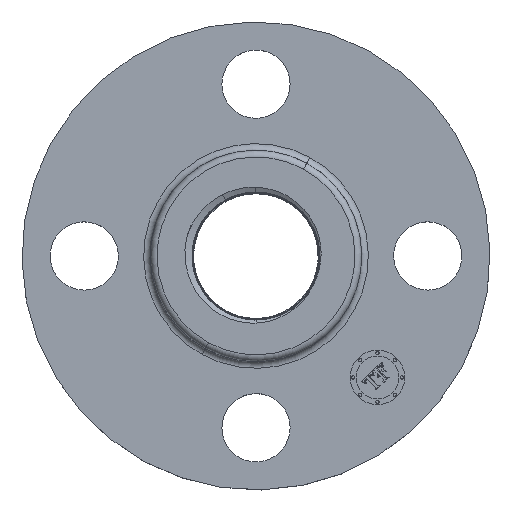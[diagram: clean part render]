
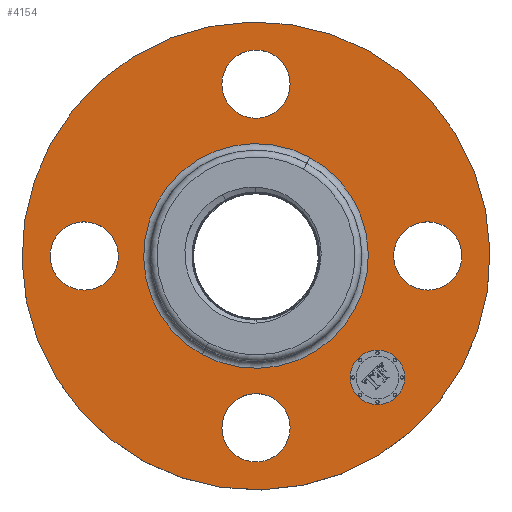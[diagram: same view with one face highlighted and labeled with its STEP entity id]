
A CAD part, top view. The second image highlights one B-rep face of the part: STEP entity #4154.
In plain terms, the highlighted planar face has unit normal (0, 0, 1).
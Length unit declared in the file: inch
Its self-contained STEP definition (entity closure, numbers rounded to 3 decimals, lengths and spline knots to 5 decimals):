
#391=AXIS2_PLACEMENT_3D('Circle Axis2P3D',#389,#390,$) ;
#403=AXIS2_PLACEMENT_3D('Circle Axis2P3D',#401,#402,$) ;
#434=AXIS2_PLACEMENT_3D('Circle Axis2P3D',#432,#433,$) ;
#446=AXIS2_PLACEMENT_3D('Circle Axis2P3D',#444,#445,$) ;
#477=AXIS2_PLACEMENT_3D('Circle Axis2P3D',#475,#476,$) ;
#489=AXIS2_PLACEMENT_3D('Circle Axis2P3D',#487,#488,$) ;
#592=AXIS2_PLACEMENT_3D('Circle Axis2P3D',#590,#591,$) ;
#618=AXIS2_PLACEMENT_3D('Circle Axis2P3D',#616,#617,$) ;
#642=AXIS2_PLACEMENT_3D('Circle Axis2P3D',#640,#641,$) ;
#661=AXIS2_PLACEMENT_3D('Circle Axis2P3D',#659,#660,$) ;
#692=AXIS2_PLACEMENT_3D('Circle Axis2P3D',#690,#691,$) ;
#704=AXIS2_PLACEMENT_3D('Circle Axis2P3D',#702,#703,$) ;
#4110=AXIS2_PLACEMENT_3D('Plane Axis2P3D',#4107,#4108,#4109) ;
#4138=AXIS2_PLACEMENT_3D('Circle Axis2P3D',#4136,#4137,$) ;
#4147=AXIS2_PLACEMENT_3D('Circle Axis2P3D',#4145,#4146,$) ;
#379=CARTESIAN_POINT('Vertex',(-0.14862,-1.83205,0.5)) ;
#386=CARTESIAN_POINT('Vertex',(0.14862,-1.28795,0.5)) ;
#389=CARTESIAN_POINT('Axis2P3D Location',(0.,-1.56,0.5)) ;
#401=CARTESIAN_POINT('Axis2P3D Location',(0.,-1.56,0.5)) ;
#422=CARTESIAN_POINT('Vertex',(-1.83205,0.14862,0.5)) ;
#429=CARTESIAN_POINT('Vertex',(-1.28795,-0.14862,0.5)) ;
#432=CARTESIAN_POINT('Axis2P3D Location',(-1.56,0.,0.5)) ;
#444=CARTESIAN_POINT('Axis2P3D Location',(-1.56,0.,0.5)) ;
#465=CARTESIAN_POINT('Vertex',(0.14862,1.83205,0.5)) ;
#472=CARTESIAN_POINT('Vertex',(-0.14862,1.28795,0.5)) ;
#475=CARTESIAN_POINT('Axis2P3D Location',(0.,1.56,0.5)) ;
#487=CARTESIAN_POINT('Axis2P3D Location',(0.,1.56,0.5)) ;
#590=CARTESIAN_POINT('Axis2P3D Location',(0.,0.,0.5)) ;
#594=CARTESIAN_POINT('Vertex',(-0.48918,-0.89544,0.5)) ;
#596=CARTESIAN_POINT('Vertex',(0.48918,0.89544,0.5)) ;
#616=CARTESIAN_POINT('Axis2P3D Location',(0.,0.,0.5)) ;
#637=CARTESIAN_POINT('Vertex',(-1.01878,-1.86486,0.5)) ;
#640=CARTESIAN_POINT('Axis2P3D Location',(0.,0.,0.5)) ;
#644=CARTESIAN_POINT('Vertex',(1.01878,1.86486,0.5)) ;
#659=CARTESIAN_POINT('Axis2P3D Location',(0.,0.,0.5)) ;
#680=CARTESIAN_POINT('Vertex',(1.83205,-0.14862,0.5)) ;
#687=CARTESIAN_POINT('Vertex',(1.28795,0.14862,0.5)) ;
#690=CARTESIAN_POINT('Axis2P3D Location',(1.56,0.,0.5)) ;
#702=CARTESIAN_POINT('Axis2P3D Location',(1.56,0.,0.5)) ;
#4107=CARTESIAN_POINT('Axis2P3D Location',(0.,2.125,0.5)) ;
#4136=CARTESIAN_POINT('Axis2P3D Location',(1.10309,-1.10309,0.5)) ;
#4140=CARTESIAN_POINT('Vertex',(1.2781,-0.92808,0.5)) ;
#4142=CARTESIAN_POINT('Vertex',(0.92808,-1.2781,0.5)) ;
#4145=CARTESIAN_POINT('Axis2P3D Location',(1.10309,-1.10309,0.5)) ;
#390=DIRECTION('Axis2P3D Direction',(0.,-0.,-0.039)) ;
#402=DIRECTION('Axis2P3D Direction',(0.,-0.,-0.039)) ;
#433=DIRECTION('Axis2P3D Direction',(-0.,0.,-0.039)) ;
#445=DIRECTION('Axis2P3D Direction',(-0.,0.,-0.039)) ;
#476=DIRECTION('Axis2P3D Direction',(0.,0.,-0.039)) ;
#488=DIRECTION('Axis2P3D Direction',(0.,0.,-0.039)) ;
#591=DIRECTION('Axis2P3D Direction',(0.,0.,-0.039)) ;
#617=DIRECTION('Axis2P3D Direction',(0.,0.,-0.039)) ;
#641=DIRECTION('Axis2P3D Direction',(0.,0.,-0.039)) ;
#660=DIRECTION('Axis2P3D Direction',(0.,0.,-0.039)) ;
#691=DIRECTION('Axis2P3D Direction',(0.,-0.,-0.039)) ;
#703=DIRECTION('Axis2P3D Direction',(0.,-0.,-0.039)) ;
#4108=DIRECTION('Axis2P3D Direction',(0.,0.,-0.039)) ;
#4109=DIRECTION('Axis2P3D XDirection',(0.039,0.,0.)) ;
#4137=DIRECTION('Axis2P3D Direction',(0.,0.,-0.039)) ;
#4146=DIRECTION('Axis2P3D Direction',(0.,0.,-0.039)) ;
#4113=ORIENTED_EDGE('',*,*,#663,.F.) ;
#4114=ORIENTED_EDGE('',*,*,#646,.F.) ;
#4117=ORIENTED_EDGE('',*,*,#706,.T.) ;
#4118=ORIENTED_EDGE('',*,*,#694,.T.) ;
#4121=ORIENTED_EDGE('',*,*,#598,.T.) ;
#4122=ORIENTED_EDGE('',*,*,#620,.T.) ;
#4125=ORIENTED_EDGE('',*,*,#393,.T.) ;
#4126=ORIENTED_EDGE('',*,*,#405,.T.) ;
#4129=ORIENTED_EDGE('',*,*,#436,.T.) ;
#4130=ORIENTED_EDGE('',*,*,#448,.T.) ;
#4133=ORIENTED_EDGE('',*,*,#479,.T.) ;
#4134=ORIENTED_EDGE('',*,*,#491,.T.) ;
#4151=ORIENTED_EDGE('',*,*,#4144,.T.) ;
#4152=ORIENTED_EDGE('',*,*,#4149,.T.) ;
#4119=FACE_BOUND('',#4116,.T.) ;
#4123=FACE_BOUND('',#4120,.T.) ;
#4127=FACE_BOUND('',#4124,.T.) ;
#4131=FACE_BOUND('',#4128,.T.) ;
#4135=FACE_BOUND('',#4132,.T.) ;
#4153=FACE_BOUND('',#4150,.T.) ;
#4154=ADVANCED_FACE('PartBody',(#4115,#4119,#4123,#4127,#4131,#4135,#4153),#4111,.F.) ;
#392=CIRCLE('generated circle',#391,0.31) ;
#404=CIRCLE('generated circle',#403,0.31) ;
#435=CIRCLE('generated circle',#434,0.31) ;
#447=CIRCLE('generated circle',#446,0.31) ;
#478=CIRCLE('generated circle',#477,0.31) ;
#490=CIRCLE('generated circle',#489,0.31) ;
#593=CIRCLE('generated circle',#592,1.02035) ;
#619=CIRCLE('generated circle',#618,1.02035) ;
#643=CIRCLE('generated circle',#642,2.125) ;
#662=CIRCLE('generated circle',#661,2.125) ;
#693=CIRCLE('generated circle',#692,0.31) ;
#705=CIRCLE('generated circle',#704,0.31) ;
#4139=CIRCLE('generated circle',#4138,0.2475) ;
#4148=CIRCLE('generated circle',#4147,0.2475) ;
#393=EDGE_CURVE('',#380,#387,#392,.T.) ;
#405=EDGE_CURVE('',#387,#380,#404,.T.) ;
#436=EDGE_CURVE('',#423,#430,#435,.T.) ;
#448=EDGE_CURVE('',#430,#423,#447,.T.) ;
#479=EDGE_CURVE('',#466,#473,#478,.T.) ;
#491=EDGE_CURVE('',#473,#466,#490,.T.) ;
#598=EDGE_CURVE('',#595,#597,#593,.T.) ;
#620=EDGE_CURVE('',#597,#595,#619,.T.) ;
#646=EDGE_CURVE('',#638,#645,#643,.T.) ;
#663=EDGE_CURVE('',#645,#638,#662,.T.) ;
#694=EDGE_CURVE('',#681,#688,#693,.T.) ;
#706=EDGE_CURVE('',#688,#681,#705,.T.) ;
#4144=EDGE_CURVE('',#4141,#4143,#4139,.T.) ;
#4149=EDGE_CURVE('',#4143,#4141,#4148,.T.) ;
#4112=EDGE_LOOP('',(#4113,#4114)) ;
#4116=EDGE_LOOP('',(#4117,#4118)) ;
#4120=EDGE_LOOP('',(#4121,#4122)) ;
#4124=EDGE_LOOP('',(#4125,#4126)) ;
#4128=EDGE_LOOP('',(#4129,#4130)) ;
#4132=EDGE_LOOP('',(#4133,#4134)) ;
#4150=EDGE_LOOP('',(#4151,#4152)) ;
#4115=FACE_OUTER_BOUND('',#4112,.T.) ;
#4111=PLANE('',#4110) ;
#380=VERTEX_POINT('',#379) ;
#387=VERTEX_POINT('',#386) ;
#423=VERTEX_POINT('',#422) ;
#430=VERTEX_POINT('',#429) ;
#466=VERTEX_POINT('',#465) ;
#473=VERTEX_POINT('',#472) ;
#595=VERTEX_POINT('',#594) ;
#597=VERTEX_POINT('',#596) ;
#638=VERTEX_POINT('',#637) ;
#645=VERTEX_POINT('',#644) ;
#681=VERTEX_POINT('',#680) ;
#688=VERTEX_POINT('',#687) ;
#4141=VERTEX_POINT('',#4140) ;
#4143=VERTEX_POINT('',#4142) ;
